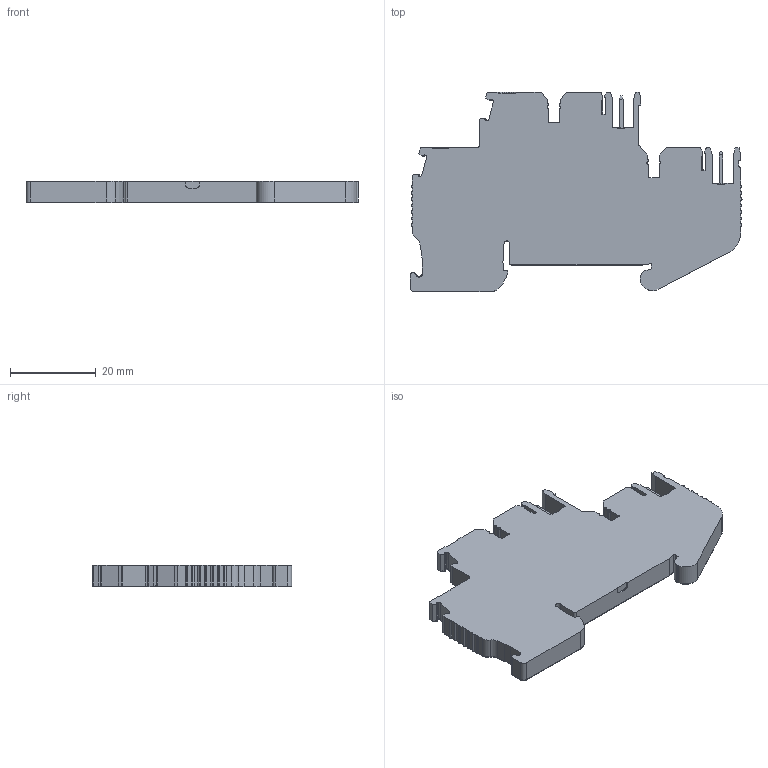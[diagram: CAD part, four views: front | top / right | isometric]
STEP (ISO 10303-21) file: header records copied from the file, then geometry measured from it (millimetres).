
FILE_DESCRIPTION (( 'STEP AP203' ), '1' );
FILE_NAME ('KN-PD25-1-PNLD24.step', '2025-04-29T14:18:41', ( '' ), ( '' ), 'SwSTEP 2.0', 'SolidWorks 2024', '' );
FILE_SCHEMA (( 'CONFIG_CONTROL_DESIGN' ));
Length unit declared in the file: inch
Products named in the file (1): KN-PD25-1-PNLD24
Bounding box: 77.65 x 46.65 x 5.05 mm (x, y, z)
Volume: 12885.7 mm3; surface area: 7022.3 mm2
Topology: 1 solids, 1 shells, 731 faces, 2124 edges, 1400 vertices
Faces by surface type: plane 387, cylinder 304, bspline 34, cone 6
Entity records: 24788 total; most frequent: CARTESIAN_POINT 5212, ORIENTED_EDGE 4232, DIRECTION 4027, EDGE_CURVE 2116, VECTOR 1405, LINE 1405, VERTEX_POINT 1400, AXIS2_PLACEMENT_3D 1311
